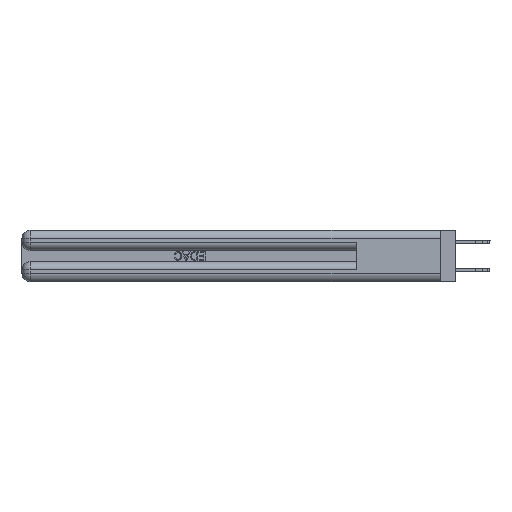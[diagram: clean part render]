
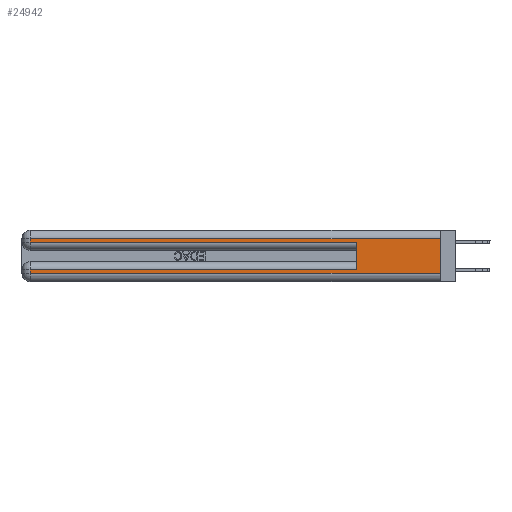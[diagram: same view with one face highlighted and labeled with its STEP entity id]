
A CAD part, left-side view. The second image highlights one B-rep face of the part: STEP entity #24942.
In plain terms, the highlighted planar face has unit normal (-1, 0, 0).
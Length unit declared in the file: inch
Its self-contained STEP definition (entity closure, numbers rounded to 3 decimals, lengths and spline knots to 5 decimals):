
#11 = CARTESIAN_POINT ( 'NONE',  ( 0., 0., 0.37 ) ) ;
#965 = VECTOR ( 'NONE', #28990, 39.37008 ) ;
#2024 = DIRECTION ( 'NONE',  ( 0., -1., 0. ) ) ;
#2705 = CARTESIAN_POINT ( 'NONE',  ( 0., 2.94, 0.06 ) ) ;
#2970 = LINE ( 'NONE', #3541, #7583 ) ;
#3541 = CARTESIAN_POINT ( 'NONE',  ( 0., 0., 0.085 ) ) ;
#3962 = DIRECTION ( 'NONE',  ( 0., 1., 0. ) ) ;
#4451 = DIRECTION ( 'NONE',  ( 0., 0., -1. ) ) ;
#4950 = EDGE_CURVE ( 'NONE', #7279, #22048, #33266, .T. ) ;
#5004 = CARTESIAN_POINT ( 'NONE',  ( 0., 2.94, 0.37 ) ) ;
#5376 = CARTESIAN_POINT ( 'NONE',  ( 0., 0.6, 0.145 ) ) ;
#5513 = CARTESIAN_POINT ( 'NONE',  ( 0., 0., 0.285 ) ) ;
#5765 = FACE_OUTER_BOUND ( 'NONE', #9412, .T. ) ;
#7279 = VERTEX_POINT ( 'NONE', #2705 ) ;
#7583 = VECTOR ( 'NONE', #32655, 39.37008 ) ;
#7724 = VERTEX_POINT ( 'NONE', #16555 ) ;
#7730 = ORIENTED_EDGE ( 'NONE', *, *, #33170, .T. ) ;
#9043 = AXIS2_PLACEMENT_3D ( 'NONE', #11, #20728, #20601 ) ;
#9412 = EDGE_LOOP ( 'NONE', ( #12795, #7730, #26990, #34520, #16334, #36699, #27325, #21436 ) ) ;
#9904 = CARTESIAN_POINT ( 'NONE',  ( 0., 0., 0.31 ) ) ;
#10942 = VECTOR ( 'NONE', #2024, 39.37008 ) ;
#11315 = LINE ( 'NONE', #5004, #21904 ) ;
#11877 = VERTEX_POINT ( 'NONE', #37705 ) ;
#12795 = ORIENTED_EDGE ( 'NONE', *, *, #33163, .F. ) ;
#12885 = VECTOR ( 'NONE', #19918, 39.37008 ) ;
#15431 = EDGE_CURVE ( 'NONE', #35845, #15894, #35923, .T. ) ;
#15894 = VERTEX_POINT ( 'NONE', #19875 ) ;
#16334 = ORIENTED_EDGE ( 'NONE', *, *, #15431, .F. ) ;
#16555 = CARTESIAN_POINT ( 'NONE',  ( 0., 0., 0.31 ) ) ;
#17506 = CARTESIAN_POINT ( 'NONE',  ( 0., 2.94, 0.085 ) ) ;
#18041 = VERTEX_POINT ( 'NONE', #35040 ) ;
#19404 = CARTESIAN_POINT ( 'NONE',  ( 0., 0., 0.06 ) ) ;
#19757 = VERTEX_POINT ( 'NONE', #17506 ) ;
#19875 = CARTESIAN_POINT ( 'NONE',  ( 0., 0.6, 0.285 ) ) ;
#19918 = DIRECTION ( 'NONE',  ( 0., 0., 1. ) ) ;
#20477 = PLANE ( 'NONE',  #9043 ) ;
#20601 = DIRECTION ( 'NONE',  ( 0., 0., -1. ) ) ;
#20728 = DIRECTION ( 'NONE',  ( 1., 0., 0. ) ) ;
#21243 = DIRECTION ( 'NONE',  ( 0., 0., -1. ) ) ;
#21393 = EDGE_CURVE ( 'NONE', #19757, #7279, #32627, .T. ) ;
#21436 = ORIENTED_EDGE ( 'NONE', *, *, #4950, .T. ) ;
#21582 = CARTESIAN_POINT ( 'NONE',  ( 0., 0., 0.37 ) ) ;
#21904 = VECTOR ( 'NONE', #35156, 39.37008 ) ;
#21997 = CARTESIAN_POINT ( 'NONE',  ( 0., 0., 0.06 ) ) ;
#22048 = VERTEX_POINT ( 'NONE', #19404 ) ;
#23540 = EDGE_CURVE ( 'NONE', #18041, #11877, #11315, .T. ) ;
#24942 = ADVANCED_FACE ( 'NONE', ( #5765 ), #20477, .F. ) ;
#25162 = CARTESIAN_POINT ( 'NONE',  ( 0., 0.6, 0.085 ) ) ;
#26207 = LINE ( 'NONE', #5513, #10942 ) ;
#26990 = ORIENTED_EDGE ( 'NONE', *, *, #23540, .T. ) ;
#27325 = ORIENTED_EDGE ( 'NONE', *, *, #21393, .T. ) ;
#27475 = CARTESIAN_POINT ( 'NONE',  ( 0., 2.94, 0.37 ) ) ;
#27820 = VECTOR ( 'NONE', #3962, 39.37008 ) ;
#28990 = DIRECTION ( 'NONE',  ( 0., -1., 0. ) ) ;
#29968 = EDGE_CURVE ( 'NONE', #11877, #15894, #26207, .T. ) ;
#30346 = VECTOR ( 'NONE', #21243, 39.37008 ) ;
#32275 = EDGE_CURVE ( 'NONE', #35845, #19757, #2970, .T. ) ;
#32627 = LINE ( 'NONE', #27475, #30346 ) ;
#32655 = DIRECTION ( 'NONE',  ( 0., 1., 0. ) ) ;
#33163 = EDGE_CURVE ( 'NONE', #7724, #22048, #34284, .T. ) ;
#33170 = EDGE_CURVE ( 'NONE', #7724, #18041, #35634, .T. ) ;
#33266 = LINE ( 'NONE', #21997, #965 ) ;
#34284 = LINE ( 'NONE', #21582, #36565 ) ;
#34520 = ORIENTED_EDGE ( 'NONE', *, *, #29968, .T. ) ;
#35040 = CARTESIAN_POINT ( 'NONE',  ( 0., 2.94, 0.31 ) ) ;
#35156 = DIRECTION ( 'NONE',  ( 0., 0., -1. ) ) ;
#35634 = LINE ( 'NONE', #9904, #27820 ) ;
#35845 = VERTEX_POINT ( 'NONE', #25162 ) ;
#35923 = LINE ( 'NONE', #5376, #12885 ) ;
#36565 = VECTOR ( 'NONE', #4451, 39.37008 ) ;
#36699 = ORIENTED_EDGE ( 'NONE', *, *, #32275, .T. ) ;
#37705 = CARTESIAN_POINT ( 'NONE',  ( 0., 2.94, 0.285 ) ) ;
